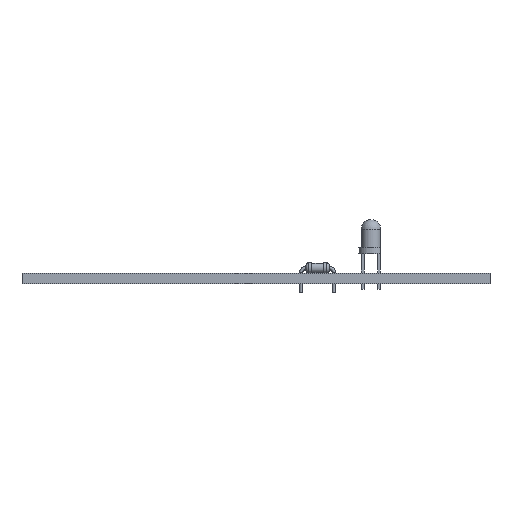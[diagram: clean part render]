
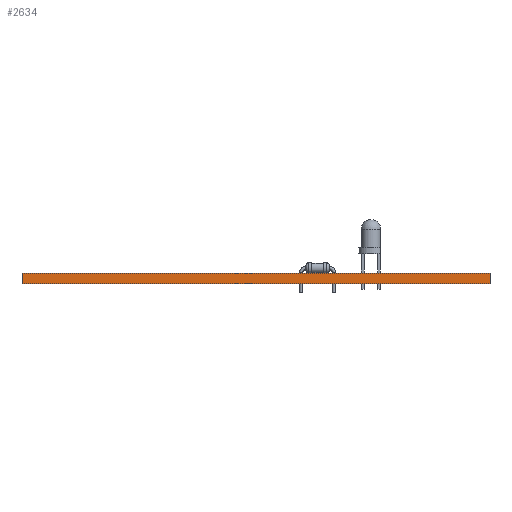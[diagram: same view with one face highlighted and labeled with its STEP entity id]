
A CAD part, front view. The second image highlights one B-rep face of the part: STEP entity #2634.
In plain terms, the highlighted planar face has unit normal (0, -1, 0).
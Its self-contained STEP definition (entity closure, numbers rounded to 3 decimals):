
#2634 = ADVANCED_FACE('',(#2635),#2649,.T.);
#2635 = FACE_BOUND('',#2636,.T.);
#2636 = EDGE_LOOP('',(#2637,#2672,#2700,#2728));
#2637 = ORIENTED_EDGE('',*,*,#2638,.T.);
#2638 = EDGE_CURVE('',#2639,#2641,#2643,.T.);
#2639 = VERTEX_POINT('',#2640);
#2640 = CARTESIAN_POINT('',(213.995,-144.336,0.));
#2641 = VERTEX_POINT('',#2642);
#2642 = CARTESIAN_POINT('',(213.995,-144.336,1.58));
#2643 = SURFACE_CURVE('',#2644,(#2648,#2660),.PCURVE_S1.);
#2644 = LINE('',#2645,#2646);
#2645 = CARTESIAN_POINT('',(213.995,-144.336,0.));
#2646 = VECTOR('',#2647,1.);
#2647 = DIRECTION('',(0.,0.,1.));
#2648 = PCURVE('',#2649,#2654);
#2649 = PLANE('',#2650);
#2650 = AXIS2_PLACEMENT_3D('',#2651,#2652,#2653);
#2651 = CARTESIAN_POINT('',(213.995,-144.336,0.));
#2652 = DIRECTION('',(0.,-1.,0.));
#2653 = DIRECTION('',(-1.,0.,0.));
#2654 = DEFINITIONAL_REPRESENTATION('',(#2655),#2659);
#2655 = LINE('',#2656,#2657);
#2656 = CARTESIAN_POINT('',(0.,-0.));
#2657 = VECTOR('',#2658,1.);
#2658 = DIRECTION('',(0.,-1.));
#2659 = ( GEOMETRIC_REPRESENTATION_CONTEXT(2) 
PARAMETRIC_REPRESENTATION_CONTEXT() REPRESENTATION_CONTEXT('2D SPACE',''
  ) );
#2660 = PCURVE('',#2661,#2666);
#2661 = PLANE('',#2662);
#2662 = AXIS2_PLACEMENT_3D('',#2663,#2664,#2665);
#2663 = CARTESIAN_POINT('',(213.995,-44.641,0.));
#2664 = DIRECTION('',(1.,0.,-0.));
#2665 = DIRECTION('',(0.,-1.,0.));
#2666 = DEFINITIONAL_REPRESENTATION('',(#2667),#2671);
#2667 = LINE('',#2668,#2669);
#2668 = CARTESIAN_POINT('',(99.695,0.));
#2669 = VECTOR('',#2670,1.);
#2670 = DIRECTION('',(0.,-1.));
#2671 = ( GEOMETRIC_REPRESENTATION_CONTEXT(2) 
PARAMETRIC_REPRESENTATION_CONTEXT() REPRESENTATION_CONTEXT('2D SPACE',''
  ) );
#2672 = ORIENTED_EDGE('',*,*,#2673,.T.);
#2673 = EDGE_CURVE('',#2641,#2674,#2676,.T.);
#2674 = VERTEX_POINT('',#2675);
#2675 = CARTESIAN_POINT('',(141.605,-144.336,1.58));
#2676 = SURFACE_CURVE('',#2677,(#2681,#2688),.PCURVE_S1.);
#2677 = LINE('',#2678,#2679);
#2678 = CARTESIAN_POINT('',(213.995,-144.336,1.58));
#2679 = VECTOR('',#2680,1.);
#2680 = DIRECTION('',(-1.,0.,0.));
#2681 = PCURVE('',#2649,#2682);
#2682 = DEFINITIONAL_REPRESENTATION('',(#2683),#2687);
#2683 = LINE('',#2684,#2685);
#2684 = CARTESIAN_POINT('',(0.,-1.58));
#2685 = VECTOR('',#2686,1.);
#2686 = DIRECTION('',(1.,0.));
#2687 = ( GEOMETRIC_REPRESENTATION_CONTEXT(2) 
PARAMETRIC_REPRESENTATION_CONTEXT() REPRESENTATION_CONTEXT('2D SPACE',''
  ) );
#2688 = PCURVE('',#2689,#2694);
#2689 = PLANE('',#2690);
#2690 = AXIS2_PLACEMENT_3D('',#2691,#2692,#2693);
#2691 = CARTESIAN_POINT('',(177.8,-94.488,1.58));
#2692 = DIRECTION('',(-0.,-0.,-1.));
#2693 = DIRECTION('',(-1.,0.,0.));
#2694 = DEFINITIONAL_REPRESENTATION('',(#2695),#2699);
#2695 = LINE('',#2696,#2697);
#2696 = CARTESIAN_POINT('',(-36.195,-49.848));
#2697 = VECTOR('',#2698,1.);
#2698 = DIRECTION('',(1.,0.));
#2699 = ( GEOMETRIC_REPRESENTATION_CONTEXT(2) 
PARAMETRIC_REPRESENTATION_CONTEXT() REPRESENTATION_CONTEXT('2D SPACE',''
  ) );
#2700 = ORIENTED_EDGE('',*,*,#2701,.F.);
#2701 = EDGE_CURVE('',#2702,#2674,#2704,.T.);
#2702 = VERTEX_POINT('',#2703);
#2703 = CARTESIAN_POINT('',(141.605,-144.336,0.));
#2704 = SURFACE_CURVE('',#2705,(#2709,#2716),.PCURVE_S1.);
#2705 = LINE('',#2706,#2707);
#2706 = CARTESIAN_POINT('',(141.605,-144.336,0.));
#2707 = VECTOR('',#2708,1.);
#2708 = DIRECTION('',(0.,0.,1.));
#2709 = PCURVE('',#2649,#2710);
#2710 = DEFINITIONAL_REPRESENTATION('',(#2711),#2715);
#2711 = LINE('',#2712,#2713);
#2712 = CARTESIAN_POINT('',(72.39,0.));
#2713 = VECTOR('',#2714,1.);
#2714 = DIRECTION('',(0.,-1.));
#2715 = ( GEOMETRIC_REPRESENTATION_CONTEXT(2) 
PARAMETRIC_REPRESENTATION_CONTEXT() REPRESENTATION_CONTEXT('2D SPACE',''
  ) );
#2716 = PCURVE('',#2717,#2722);
#2717 = PLANE('',#2718);
#2718 = AXIS2_PLACEMENT_3D('',#2719,#2720,#2721);
#2719 = CARTESIAN_POINT('',(141.605,-144.336,0.));
#2720 = DIRECTION('',(-1.,0.,0.));
#2721 = DIRECTION('',(0.,1.,0.));
#2722 = DEFINITIONAL_REPRESENTATION('',(#2723),#2727);
#2723 = LINE('',#2724,#2725);
#2724 = CARTESIAN_POINT('',(0.,0.));
#2725 = VECTOR('',#2726,1.);
#2726 = DIRECTION('',(0.,-1.));
#2727 = ( GEOMETRIC_REPRESENTATION_CONTEXT(2) 
PARAMETRIC_REPRESENTATION_CONTEXT() REPRESENTATION_CONTEXT('2D SPACE',''
  ) );
#2728 = ORIENTED_EDGE('',*,*,#2729,.F.);
#2729 = EDGE_CURVE('',#2639,#2702,#2730,.T.);
#2730 = SURFACE_CURVE('',#2731,(#2735,#2742),.PCURVE_S1.);
#2731 = LINE('',#2732,#2733);
#2732 = CARTESIAN_POINT('',(213.995,-144.336,0.));
#2733 = VECTOR('',#2734,1.);
#2734 = DIRECTION('',(-1.,0.,0.));
#2735 = PCURVE('',#2649,#2736);
#2736 = DEFINITIONAL_REPRESENTATION('',(#2737),#2741);
#2737 = LINE('',#2738,#2739);
#2738 = CARTESIAN_POINT('',(0.,-0.));
#2739 = VECTOR('',#2740,1.);
#2740 = DIRECTION('',(1.,0.));
#2741 = ( GEOMETRIC_REPRESENTATION_CONTEXT(2) 
PARAMETRIC_REPRESENTATION_CONTEXT() REPRESENTATION_CONTEXT('2D SPACE',''
  ) );
#2742 = PCURVE('',#2743,#2748);
#2743 = PLANE('',#2744);
#2744 = AXIS2_PLACEMENT_3D('',#2745,#2746,#2747);
#2745 = CARTESIAN_POINT('',(177.8,-94.488,0.));
#2746 = DIRECTION('',(-0.,-0.,-1.));
#2747 = DIRECTION('',(-1.,0.,0.));
#2748 = DEFINITIONAL_REPRESENTATION('',(#2749),#2753);
#2749 = LINE('',#2750,#2751);
#2750 = CARTESIAN_POINT('',(-36.195,-49.848));
#2751 = VECTOR('',#2752,1.);
#2752 = DIRECTION('',(1.,0.));
#2753 = ( GEOMETRIC_REPRESENTATION_CONTEXT(2) 
PARAMETRIC_REPRESENTATION_CONTEXT() REPRESENTATION_CONTEXT('2D SPACE',''
  ) );
